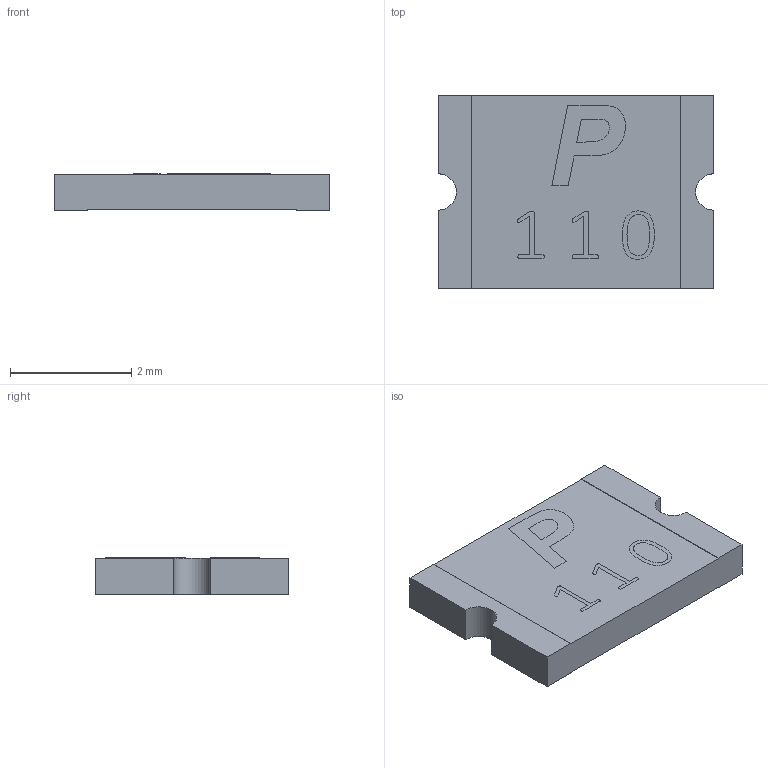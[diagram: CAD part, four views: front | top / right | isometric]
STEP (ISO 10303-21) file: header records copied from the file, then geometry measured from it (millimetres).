
FILE_DESCRIPTION(('FreeCAD Model'),'2;1');
FILE_NAME('SMD Sicherung.step','2017-02-03T21:09:21',( 'Author'),(''),'Open CASCADE STEP processor 6.8','FreeCAD','Unknown' );
FILE_SCHEMA(('AUTOMOTIVE_DESIGN_CC2 { 1 2 10303 214 -1 1 5 4 }'));
Length unit declared in the file: millimetre
Products named in the file (4): ASSEMBLY; ShapeString; ShapeString001; Cut001
Assembly tree (3 placements, depth 2):
  ASSEMBLY
    ShapeString
    ShapeString001
    Cut001
Bounding box: 4.55 x 3.2 x 0.61 mm (x, y, z)
Volume: 8.3 mm3; surface area: 39.3 mm2
Topology: 1 solids, 5 shells, 22 faces, 186 edges, 170 vertices
Faces by surface type: plane 20, cylinder 2
Entity records: 3658 total; most frequent: CARTESIAN_POINT 1232, B_SPLINE_CURVE_WITH_KNOTS 248, ORIENTED_EDGE 236, PCURVE 236, DEFINITIONAL_REPRESENTATION 236, DIRECTION 232, EDGE_CURVE 186, SURFACE_CURVE 186
